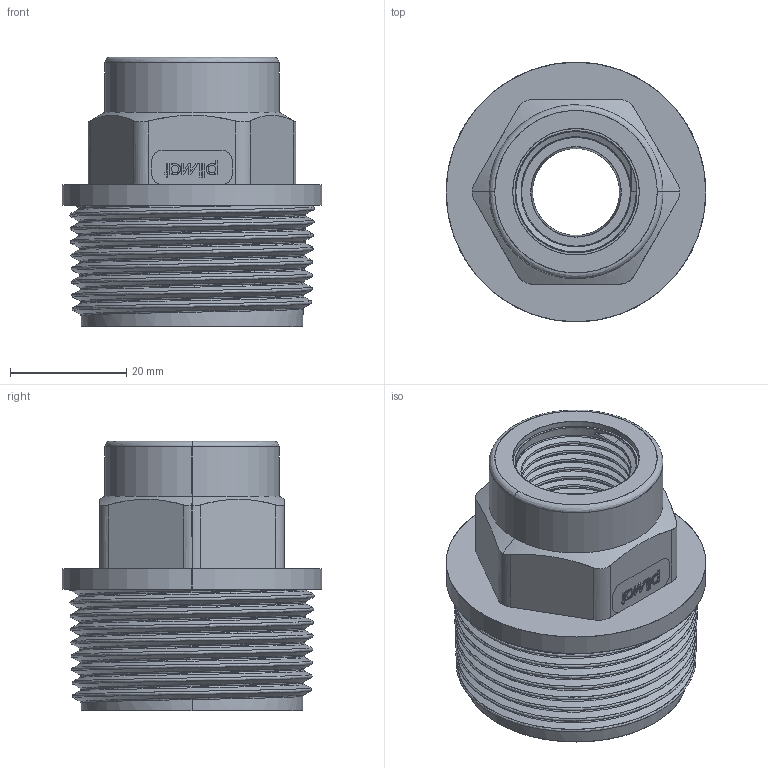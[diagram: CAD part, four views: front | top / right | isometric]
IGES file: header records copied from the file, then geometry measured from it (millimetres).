
Start section: SolidWorks IGES file using analytic representation for surfaces
Global section: file name: 01 01 1006 008.IGS; native system: SolidWorks 2014; preprocessor: SolidWorks 2014; author: utilizadort; date: 141112.135108; units: millimetre
Bounding box: 44.78 x 44.78 x 46.5 mm (x, y, z)
Surface area: 13392.6 mm2 (no closed solid volume)
Topology: 0 solids, 0 shells, 353 faces, 3554 edges, 3554 vertices
Faces by surface type: bspline 291, revolution 62
